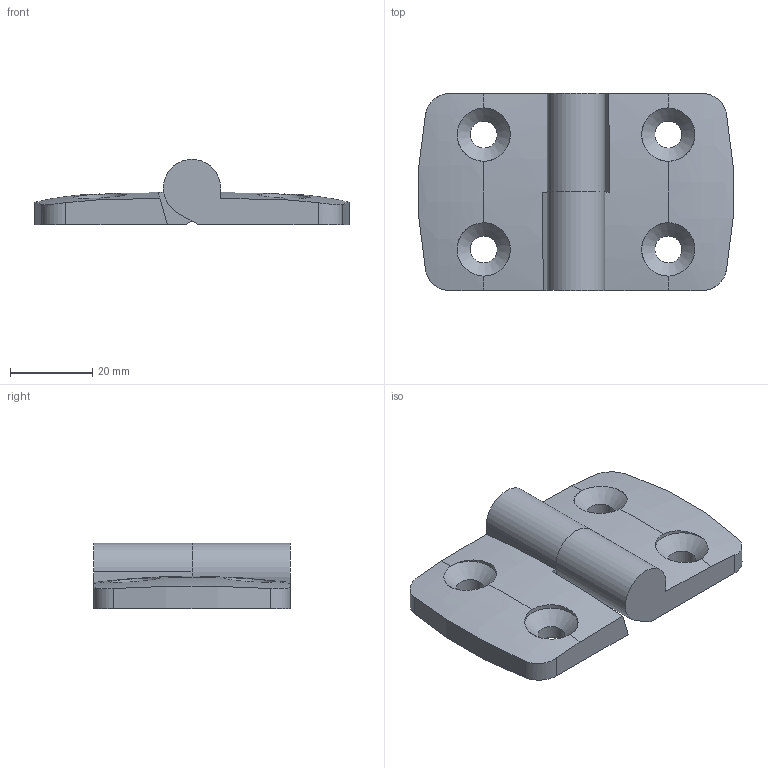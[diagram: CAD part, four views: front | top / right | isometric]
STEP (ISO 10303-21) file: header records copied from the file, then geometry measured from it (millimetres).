
FILE_DESCRIPTION(('STEP AP203'),'1');
FILE_NAME('SAFE00H1210.stp','2023-10-12T12:50:32',(' '),(' '),'Spatial InterOp 3D',' ',' ');
FILE_SCHEMA(('CONFIG_CONTROL_DESIGN'));
Length unit declared in the file: millimetre
Products named in the file (3): Charnière Pa dégondable 40/40 droite; Droit PA; axe
Assembly tree (3 placements, depth 2):
  Charnière Pa dégondable 40/40 droite
    Droit PA  x2
    axe
Bounding box: 76.59 x 48 x 15.96 mm (x, y, z)
Volume: 25060.9 mm3; surface area: 12567.4 mm2
Topology: 3 solids, 3 shells, 73 faces, 195 edges, 128 vertices
Faces by surface type: plane 34, cylinder 29, cone 6, torus 2, bspline 2
Full cylindrical faces by diameter (mm): 6 x3, 6.6 x4
Entity records: 1728 total; most frequent: CARTESIAN_POINT 461, DIRECTION 191, ORIENTED_EDGE 182, EDGE_CURVE 91, AXIS2_PLACEMENT_3D 74, VERTEX_POINT 64, EDGE_LOOP 51, FACE_OUTER_BOUND 43
